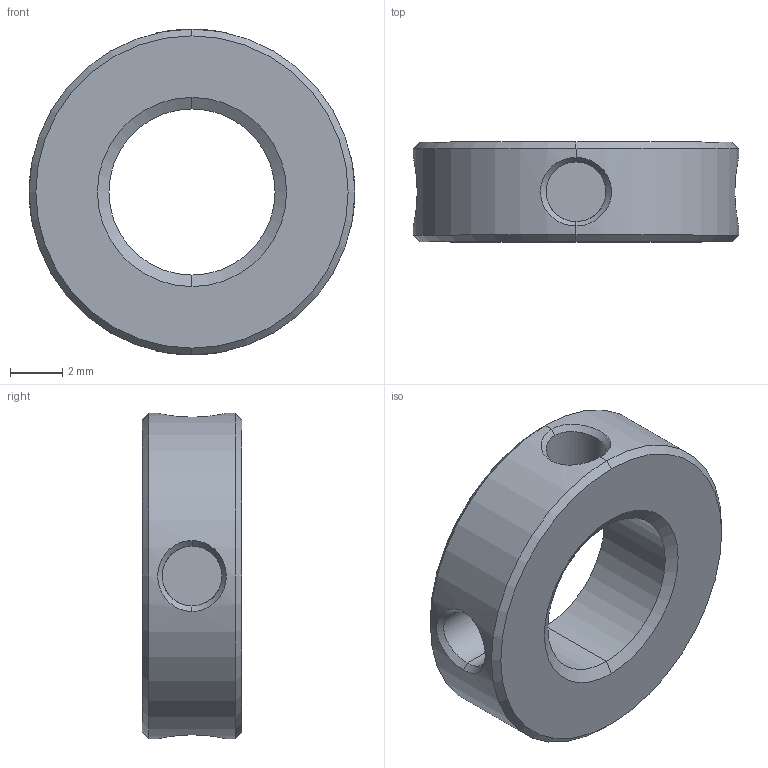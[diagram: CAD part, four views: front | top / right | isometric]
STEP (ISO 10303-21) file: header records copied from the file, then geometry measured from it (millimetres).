
FILE_DESCRIPTION (( 'STEP AP214' ), '1' );
FILE_NAME ('18898-E0W.STEP', '2008-11-24T14:00:19', ( '' ), ( '' ), 'SwSTEP 2.0', 'SolidWorks 2007', '' );
FILE_SCHEMA (( 'AUTOMOTIVE_DESIGN' ));
Length unit declared in the file: millimetre
Products named in the file (1): 18898-E0W
Bounding box: 12.45 x 3.81 x 12.45 mm (x, y, z)
Volume: 295.9 mm3; surface area: 453.5 mm2
Topology: 1 solids, 1 shells, 34 faces, 74 edges, 44 vertices
Faces by surface type: cylinder 12, bspline 8, cone 8, plane 6
Entity records: 1789 total; most frequent: CARTESIAN_POINT 707, ORIENTED_EDGE 148, DIRECTION 124, EDGE_CURVE 74, AXIS2_PLACEMENT_3D 51, VERTEX_POINT 44, EDGE_LOOP 38, UNCERTAINTY_MEASURE_WITH_UNIT 36
